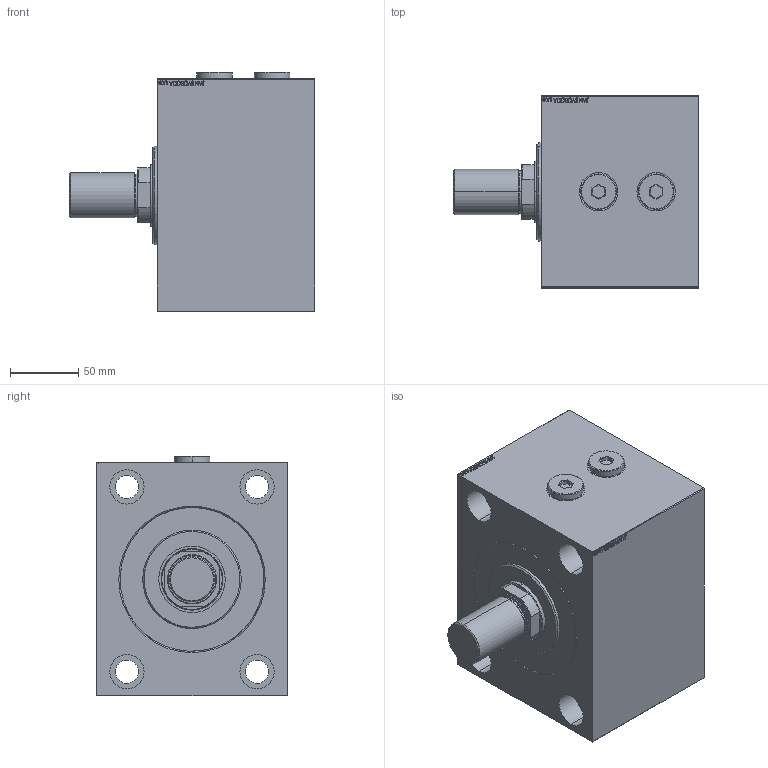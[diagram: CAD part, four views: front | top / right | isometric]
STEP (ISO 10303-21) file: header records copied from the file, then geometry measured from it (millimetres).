
FILE_DESCRIPTION (( 'STEP AP203' ), '1' );
FILE_NAME ('c7ae.STEP', '2024-02-12T02:53:41', ( '' ), ( '' ), 'SwSTEP 2.0', 'SolidWorks 2019', '' );
FILE_SCHEMA (( 'CONFIG_CONTROL_DESIGN' ));
Length unit declared in the file: millimetre
Products named in the file (6): Zatka_OIL_PORT 05223a59e28c5c57a7ffd890169d15f0; V450CM_C_Body 05223a59e28c5c57a7ffd890169d15f0; c7ae; V450CM_VC_B 05223a59e28c5c57a7ffd890169d15f0; V450CM_MALE_METRIC 05223a59e28c5c57a7ffd890169d15f0; V450CM_C_VCP 05223a59e28c5c57a7ffd890169d15f0
Assembly tree (6 placements, depth 2):
  c7ae
    V450CM_C_Body 05223a59e28c5c57a7ffd890169d15f0
    V450CM_C_VCP 05223a59e28c5c57a7ffd890169d15f0
    V450CM_VC_B 05223a59e28c5c57a7ffd890169d15f0
    V450CM_MALE_METRIC 05223a59e28c5c57a7ffd890169d15f0
    Zatka_OIL_PORT 05223a59e28c5c57a7ffd890169d15f0  x2
Bounding box: 179 x 140 x 174.9 mm (x, y, z)
Volume: 2548036.6 mm3; surface area: 236764.6 mm2
Topology: 6 solids, 6 shells, 931 faces, 2352 edges, 1553 vertices
Faces by surface type: plane 447, bspline 380, cylinder 80, cone 22, torus 2
Entity records: 45614 total; most frequent: CARTESIAN_POINT 25392, ORIENTED_EDGE 4620, DIRECTION 2800, EDGE_CURVE 2310, VERTEX_POINT 1529, LINE 1358, VECTOR 1358, EDGE_LOOP 1049
